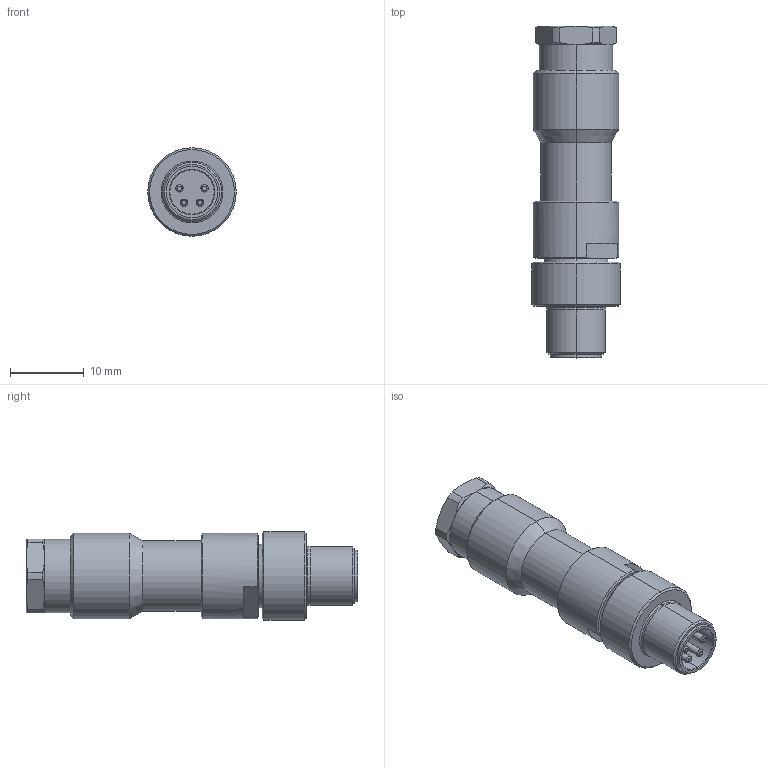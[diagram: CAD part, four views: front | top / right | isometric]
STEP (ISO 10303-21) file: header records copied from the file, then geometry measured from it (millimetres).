
FILE_DESCRIPTION(('SolidDesigner STEP Export'),'2;1');
FILE_NAME('1681169.stp','2008-12-09T 9:08:06',(''),(''),'CoCreate Modeling STEP processor for AP214 (Solid Model)','CoCreate Modeling 16.00A 16-Aug-2008 (C) Parametric Technology GmbH','');
FILE_SCHEMA(('AUTOMOTIVE_DESIGN { 1 0 10303 214 1 1 1 1 }'));
Length unit declared in the file: millimetre
Products named in the file (1): 1681169
Bounding box: 12 x 45 x 12 mm (x, y, z)
Volume: 3263 mm3; surface area: 2389.3 mm2
Topology: 1 solids, 1 shells, 146 faces, 347 edges, 220 vertices
Faces by surface type: cylinder 56, plane 46, cone 34, torus 10
Entity records: 4954 total; most frequent: ORIENTED_EDGE 694, CARTESIAN_POINT 677, DIRECTION 605, EDGE_CURVE 347, AXIS2_PLACEMENT_3D 232, VERTEX_POINT 220, EDGE_LOOP 163, COLOUR_RGB 147
